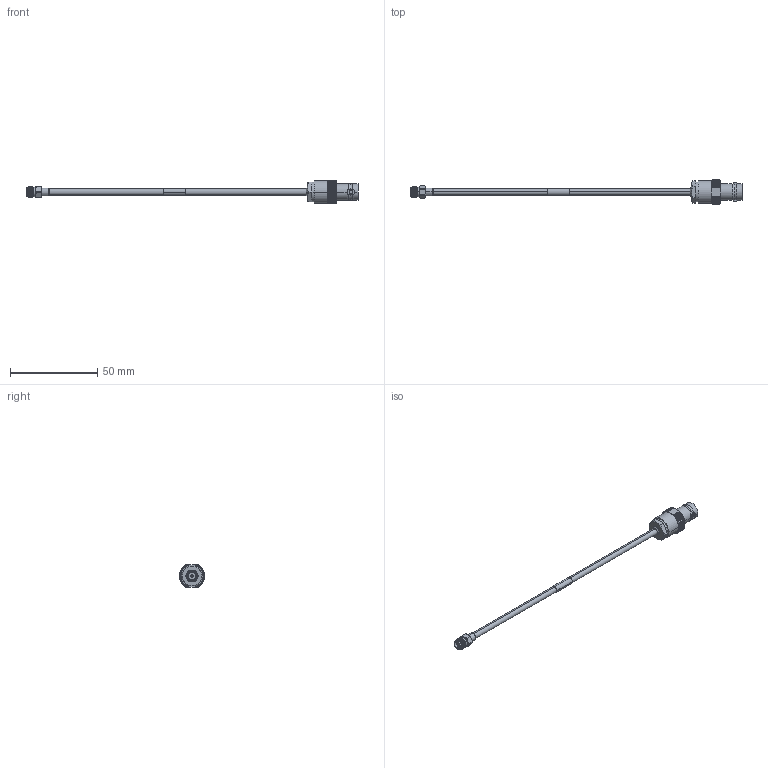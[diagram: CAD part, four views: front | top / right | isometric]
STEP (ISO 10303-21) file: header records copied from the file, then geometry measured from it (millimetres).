
FILE_DESCRIPTION (( 'STEP AP214' ), '1' );
FILE_NAME ('LCCA30404.step', '2020-05-01T17:16:07', ( '' ), ( '' ), 'SwSTEP 2.0', 'SolidWorks 2018', '' );
FILE_SCHEMA (( 'AUTOMOTIVE_DESIGN' ));
Length unit declared in the file: inch
Products named in the file (7): LC141TB (141 FORMABLE); LCCA30404; 1AW01-003_.152 ID; solder plug right^LCCA30404; LCCN3047; solder plug left^LCCA30404; LCCN3040
Assembly tree (6 placements, depth 2):
  LCCA30404
    LC141TB (141 FORMABLE)
    LCCN3047
    solder plug left^LCCA30404
    1AW01-003_.152 ID
    LCCN3040
    solder plug right^LCCA30404
Bounding box: 190.25 x 14.48 x 12.95 mm (x, y, z)
Volume: 4282.8 mm3; surface area: 4333.9 mm2
Topology: 8 solids, 8 shells, 473 faces, 1069 edges, 622 vertices
Faces by surface type: plane 188, cone 158, cylinder 116, sphere 4, torus 4, bspline 3
Entity records: 15089 total; most frequent: CARTESIAN_POINT 4336, ORIENTED_EDGE 2138, DIRECTION 2111, EDGE_CURVE 1069, AXIS2_PLACEMENT_3D 894, VERTEX_POINT 622, EDGE_LOOP 491, FACE_OUTER_BOUND 473
